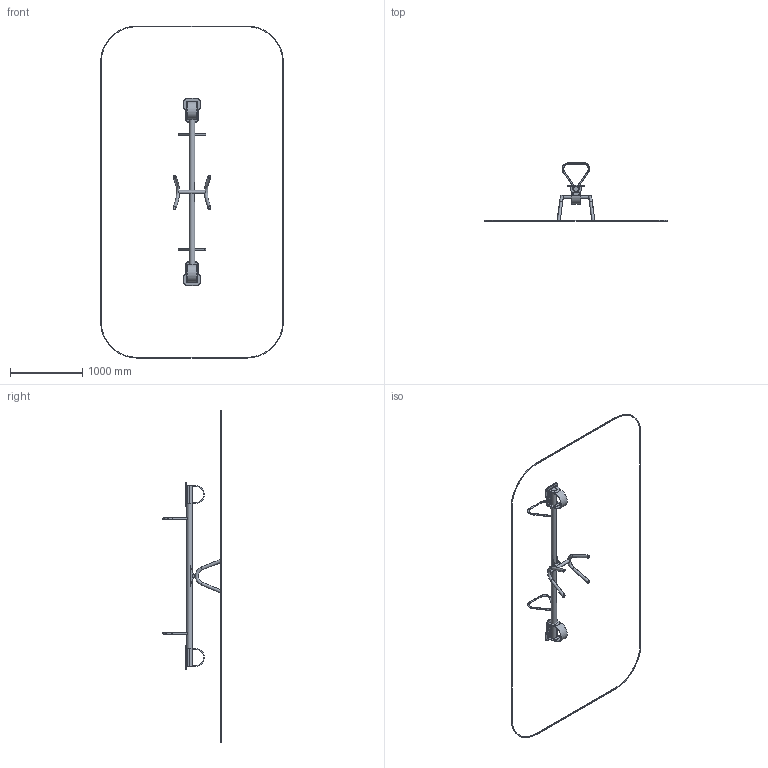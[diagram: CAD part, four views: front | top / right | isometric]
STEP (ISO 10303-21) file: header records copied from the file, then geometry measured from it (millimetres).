
FILE_DESCRIPTION(('STEP AP214'), '1');
FILE_NAME('êà÷àëêà-áàëàíñèð', '', ('UNSPECIFIED'), ('UNSPECIFIED'), 'C3D Converter', 'C3D Toolkit', '');
FILE_SCHEMA(('AUTOMOTIVE_DESIGN { 1 0 10303 214 3 1 1}'));
Length unit declared in the file: millimetre
Products named in the file (21): КБ-24-00.00.00; КБ-01Б-01.01.00; КБ-01Б.01.00.01; КБ-01Б.01.00.02; КБ-01Б-01.01.03; КБ-01Б-01.01.04; КБ-01Б-01.01.05; КБ-24-02.00.00; КБ-24-02.01.00; КБ-24-02.01.01; КБ-24-02.01.02; КБ-24-02.01.03; КБ-24-02.01.04; КБ-24-02.01.05; КБ-24-02.01.06; КБ-24-02.01.07; КБ-24-02.01.08; КБ-24-02.00.01; КБ-24-02.00.02; КБ-24-00.00.01
Assembly tree (37 placements, depth 4):
  КБ-24-00.00.00
    КБ-01Б-01.01.00
      КБ-01Б.01.00.01
      КБ-01Б.01.00.02  x2
      КБ-01Б-01.01.03
      КБ-01Б-01.01.03
      КБ-01Б-01.01.04  x4
      КБ-01Б-01.01.05  x2
    КБ-24-02.00.00
      КБ-24-02.01.00
        КБ-24-02.01.01  x4
        КБ-24-02.01.02
        КБ-24-02.01.03
        КБ-24-02.01.04  x2
        КБ-24-02.01.05  x2
        КБ-24-02.01.06  x2
        КБ-24-02.01.07
        КБ-24-02.01.08  x2
      КБ-24-02.00.01  x2
      КБ-24-02.00.02  x2
      КБ-24-00.00.01  x4
Bounding box: 2523.24 x 807.29 x 4580 mm (x, y, z)
Volume: 8337396.8 mm3; surface area: 3347037.6 mm2
Topology: 29 solids, 29 shells, 381 faces, 869 edges, 546 vertices
Faces by surface type: plane 176, cylinder 145, torus 44, cone 12, extrusion 4
Full cylindrical faces by diameter (mm): 8.5 x8, 12 x1, 15.7 x6, 20 x1, 21.3 x6, 35.6 x5, 40 x1, 42 x5, 69 x1, 76 x1
Entity records: 7989 total; most frequent: CARTESIAN_POINT 1032, DIRECTION 1009, ORIENTED_EDGE 786, AXIS2_PLACEMENT_3D 398, EDGE_CURVE 393, VERTEX_POINT 268, EDGE_LOOP 253, VECTOR 213
